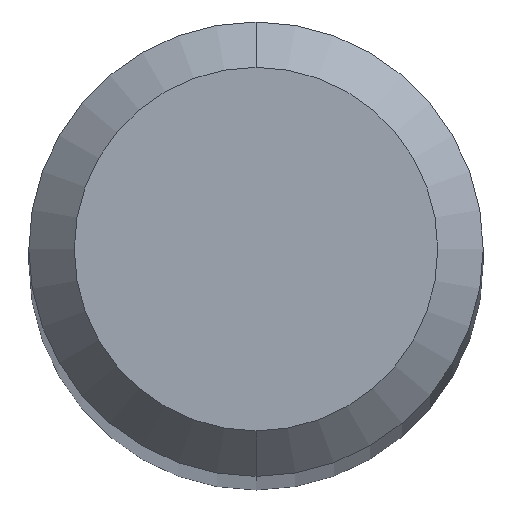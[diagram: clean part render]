
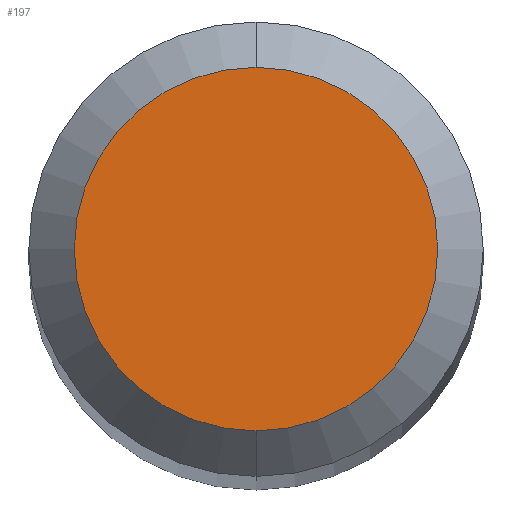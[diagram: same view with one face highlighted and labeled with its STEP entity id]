
A CAD part, top view. The second image highlights one B-rep face of the part: STEP entity #197.
In plain terms, the highlighted planar face has unit normal (0, 0, 1).
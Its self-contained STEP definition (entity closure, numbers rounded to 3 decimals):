
#197=ADVANCED_FACE('',(#507),#508,.T.);
#293=EDGE_CURVE('',#327,#423,#611,.T.);
#327=VERTEX_POINT('',#647);
#423=VERTEX_POINT('',#757);
#459=EDGE_CURVE('',#423,#327,#796,.T.);
#507=FACE_OUTER_BOUND('',#841,.T.);
#508=PLANE('',#842);
#611=CIRCLE('',#1051,1.2);
#647=CARTESIAN_POINT('',(0.0,1.2,0.0));
#757=CARTESIAN_POINT('',(0.,-1.2,0.0));
#796=CIRCLE('',#1437,1.2);
#841=EDGE_LOOP('',(#1479,#1480));
#842=AXIS2_PLACEMENT_3D('',#1481,#1482,#1483);
#1051=AXIS2_PLACEMENT_3D('',#1574,#1575,#1576);
#1437=AXIS2_PLACEMENT_3D('',#1801,#1802,#1803);
#1479=ORIENTED_EDGE('',*,*,#293,.F.);
#1480=ORIENTED_EDGE('',*,*,#459,.F.);
#1481=CARTESIAN_POINT('',(0.0,0.6,0.0));
#1482=DIRECTION('',(-0.0,0.0,1.0));
#1483=DIRECTION('',(0.0,-1.0,0.0));
#1574=CARTESIAN_POINT('',(0.0,0.0,0.0));
#1575=DIRECTION('',(0.0,0.0,-1.0));
#1576=DIRECTION('',(0.0,1.0,0.0));
#1801=CARTESIAN_POINT('',(0.0,0.0,0.0));
#1802=DIRECTION('',(0.0,0.0,-1.0));
#1803=DIRECTION('',(0.0,1.0,0.0));
